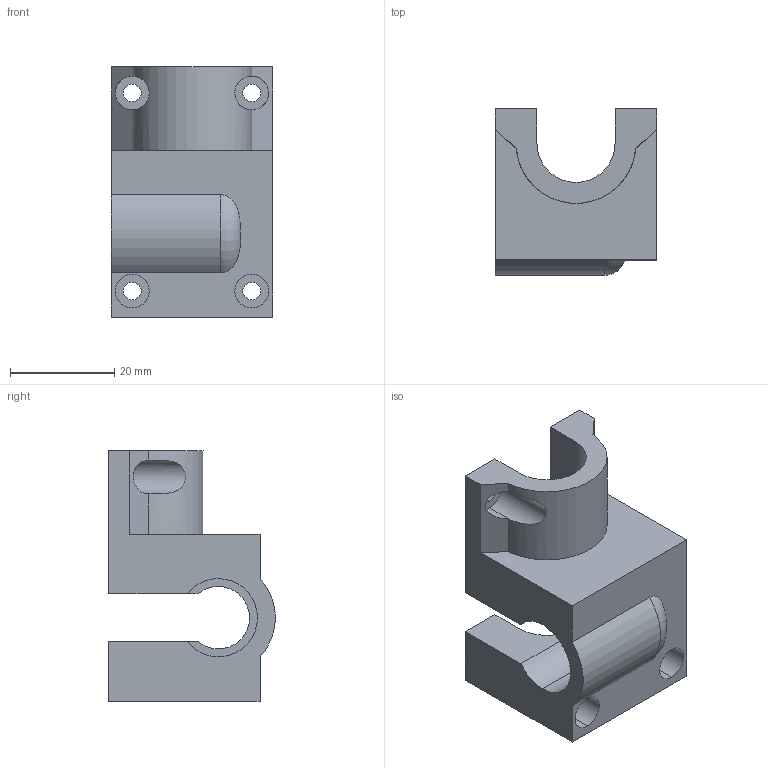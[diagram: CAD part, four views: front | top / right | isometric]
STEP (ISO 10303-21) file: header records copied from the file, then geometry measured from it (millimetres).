
FILE_DESCRIPTION (( 'STEP AP203' ), '1' );
FILE_NAME ('bearing cover side-1 (Default).STEP', '2021-11-19T20:52:15', ( '' ), ( '' ), 'SwSTEP 2.0', 'SolidWorks 2020', '' );
FILE_SCHEMA (( 'CONFIG_CONTROL_DESIGN' ));
Length unit declared in the file: millimetre
Products named in the file (1): bearing cover side-1 (Default)
Bounding box: 31 x 31.91 x 48 mm (x, y, z)
Volume: 17431.5 mm3; surface area: 9721.4 mm2
Topology: 1 solids, 1 shells, 52 faces, 140 edges, 92 vertices
Faces by surface type: cylinder 26, plane 25, torus 1
Entity records: 1850 total; most frequent: CARTESIAN_POINT 414, DIRECTION 289, ORIENTED_EDGE 280, EDGE_CURVE 140, AXIS2_PLACEMENT_3D 101, VERTEX_POINT 92, VECTOR 87, LINE 87
